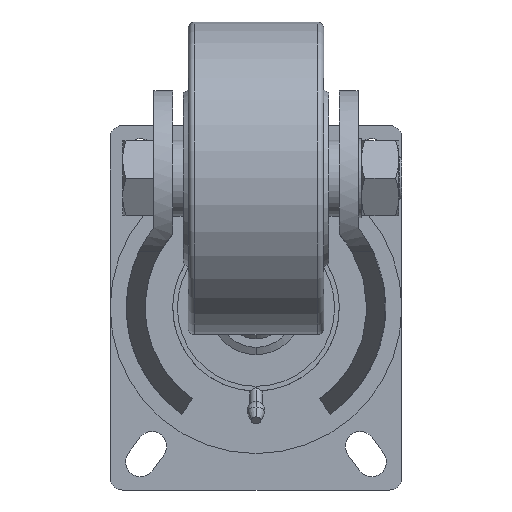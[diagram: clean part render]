
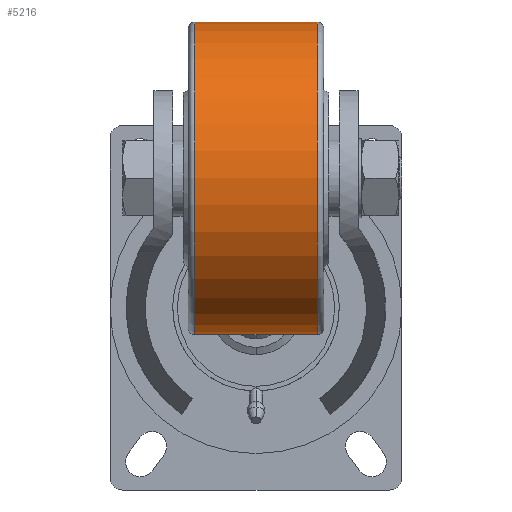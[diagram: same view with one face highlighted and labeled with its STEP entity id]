
A CAD part, front view. The second image highlights one B-rep face of the part: STEP entity #5216.
In plain terms, the highlighted cylindrical face has radius 75 mm (diameter 150 mm), a partial arc.
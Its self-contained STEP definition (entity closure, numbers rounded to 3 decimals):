
#180 = EDGE_CURVE ( 'NONE', #735, #1541, #1403, .T. ) ;
#223 = VERTEX_POINT ( 'NONE', #444 ) ;
#253 = VECTOR ( 'NONE', #3442, 1000. ) ;
#444 = CARTESIAN_POINT ( 'NONE',  ( 29.5, 0., -75. ) ) ;
#735 = VERTEX_POINT ( 'NONE', #3806 ) ;
#920 = DIRECTION ( 'NONE',  ( 0., 0., -1. ) ) ;
#1135 = VERTEX_POINT ( 'NONE', #1828 ) ;
#1308 = DIRECTION ( 'NONE',  ( 0., 0., 1. ) ) ;
#1355 = AXIS2_PLACEMENT_3D ( 'NONE', #1390, #2272, #920 ) ;
#1390 = CARTESIAN_POINT ( 'NONE',  ( -29.5, 0., 0. ) ) ;
#1403 = LINE ( 'NONE', #1693, #253 ) ;
#1541 = VERTEX_POINT ( 'NONE', #2558 ) ;
#1637 = CYLINDRICAL_SURFACE ( 'NONE', #3414, 75. ) ;
#1693 = CARTESIAN_POINT ( 'NONE',  ( -62.644, 0., 75. ) ) ;
#1772 = DIRECTION ( 'NONE',  ( -1., 0., 0. ) ) ;
#1828 = CARTESIAN_POINT ( 'NONE',  ( -29.5, 0., -75. ) ) ;
#2272 = DIRECTION ( 'NONE',  ( 1., 0., 0. ) ) ;
#2274 = EDGE_LOOP ( 'NONE', ( #3053, #2653, #2381, #5308 ) ) ;
#2381 = ORIENTED_EDGE ( 'NONE', *, *, #180, .T. ) ;
#2558 = CARTESIAN_POINT ( 'NONE',  ( -29.5, 0., 75. ) ) ;
#2653 = ORIENTED_EDGE ( 'NONE', *, *, #5266, .T. ) ;
#2666 = CIRCLE ( 'NONE', #1355, 75. ) ;
#2900 = AXIS2_PLACEMENT_3D ( 'NONE', #5523, #1772, #1308 ) ;
#2964 = EDGE_CURVE ( 'NONE', #223, #1135, #3947, .T. ) ;
#3053 = ORIENTED_EDGE ( 'NONE', *, *, #2964, .F. ) ;
#3414 = AXIS2_PLACEMENT_3D ( 'NONE', #4243, #5464, #4661 ) ;
#3432 = DIRECTION ( 'NONE',  ( -1., 0., 0. ) ) ;
#3442 = DIRECTION ( 'NONE',  ( -1., 0., 0. ) ) ;
#3625 = VECTOR ( 'NONE', #3432, 1000. ) ;
#3788 = CIRCLE ( 'NONE', #2900, 75. ) ;
#3806 = CARTESIAN_POINT ( 'NONE',  ( 29.5, 0., 75. ) ) ;
#3883 = EDGE_CURVE ( 'NONE', #1541, #1135, #2666, .T. ) ;
#3947 = LINE ( 'NONE', #5093, #3625 ) ;
#4070 = FACE_OUTER_BOUND ( 'NONE', #2274, .T. ) ;
#4243 = CARTESIAN_POINT ( 'NONE',  ( -62.644, 0., 0. ) ) ;
#4661 = DIRECTION ( 'NONE',  ( 0., 0., 1. ) ) ;
#5093 = CARTESIAN_POINT ( 'NONE',  ( -62.644, 0., -75. ) ) ;
#5216 = ADVANCED_FACE ( 'NONE', ( #4070 ), #1637, .T. ) ;
#5266 = EDGE_CURVE ( 'NONE', #223, #735, #3788, .T. ) ;
#5308 = ORIENTED_EDGE ( 'NONE', *, *, #3883, .T. ) ;
#5464 = DIRECTION ( 'NONE',  ( -1., 0., 0. ) ) ;
#5523 = CARTESIAN_POINT ( 'NONE',  ( 29.5, 0., 0. ) ) ;
